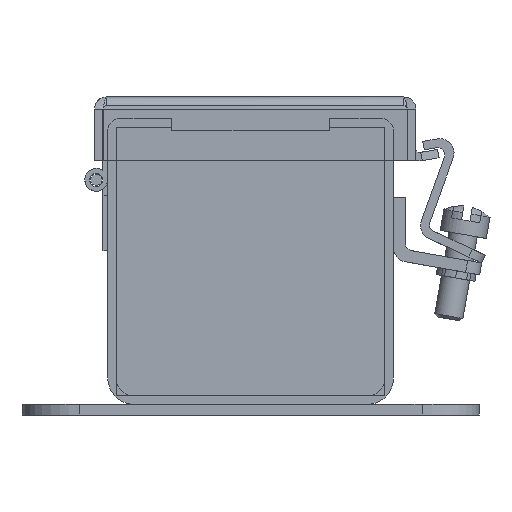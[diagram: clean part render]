
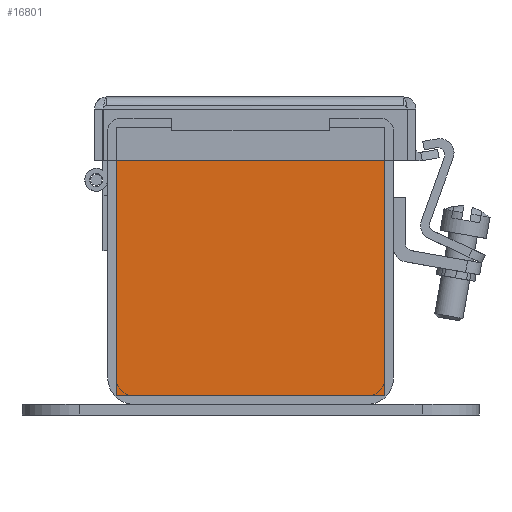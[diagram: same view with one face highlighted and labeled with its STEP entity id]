
A CAD part, left-side view. The second image highlights one B-rep face of the part: STEP entity #16801.
In plain terms, the highlighted planar face has unit normal (-1, 0, 0).
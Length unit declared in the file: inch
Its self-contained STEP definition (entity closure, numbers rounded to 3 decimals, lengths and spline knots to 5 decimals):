
#729 = ORIENTED_EDGE ( 'NONE', *, *, #40173, .T. ) ;
#1278 = VECTOR ( 'NONE', #50477, 39.37008 ) ;
#2979 = LINE ( 'NONE', #42246, #9828 ) ;
#3552 = VECTOR ( 'NONE', #6410, 39.37008 ) ;
#4056 = EDGE_CURVE ( 'NONE', #46913, #42545, #18503, .T. ) ;
#5060 = DIRECTION ( 'NONE',  ( 0., -1., 0. ) ) ;
#5195 = VECTOR ( 'NONE', #56821, 39.37008 ) ;
#5257 = CARTESIAN_POINT ( 'NONE',  ( -1.70918, 0.68895, 0.29059 ) ) ;
#6410 = DIRECTION ( 'NONE',  ( 0., 1., 0. ) ) ;
#7211 = CARTESIAN_POINT ( 'NONE',  ( -1.70918, -0.00125, 0.32204 ) ) ;
#9828 = VECTOR ( 'NONE', #61839, 39.37008 ) ;
#10297 = EDGE_CURVE ( 'NONE', #30796, #46913, #2979, .T. ) ;
#10311 = CARTESIAN_POINT ( 'NONE',  ( -1.70918, -0.69125, 0.29059 ) ) ;
#11746 = LINE ( 'NONE', #30104, #62545 ) ;
#11766 = VECTOR ( 'NONE', #31150, 39.37008 ) ;
#11993 = FACE_OUTER_BOUND ( 'NONE', #28375, .T. ) ;
#12497 = CARTESIAN_POINT ( 'NONE',  ( -1.70918, -0.69145, 0.32204 ) ) ;
#12730 = CARTESIAN_POINT ( 'NONE',  ( -1.70918, -0.00125, 0.29079 ) ) ;
#12769 = CARTESIAN_POINT ( 'NONE',  ( -1.70918, -0.69145, 0.29059 ) ) ;
#12913 = VERTEX_POINT ( 'NONE', #52932 ) ;
#13268 = ORIENTED_EDGE ( 'NONE', *, *, #56476, .T. ) ;
#13811 = EDGE_CURVE ( 'NONE', #50798, #51634, #34300, .T. ) ;
#14431 = VECTOR ( 'NONE', #20425, 39.37008 ) ;
#15228 = ORIENTED_EDGE ( 'NONE', *, *, #4056, .T. ) ;
#15460 = EDGE_CURVE ( 'NONE', #12913, #57801, #60126, .T. ) ;
#16801 = ADVANCED_FACE ( 'NONE', ( #11993 ), #61502, .F. ) ;
#16935 = CARTESIAN_POINT ( 'NONE',  ( -1.70918, 0.68875, 0.29079 ) ) ;
#17090 = CARTESIAN_POINT ( 'NONE',  ( -1.70918, -0.69145, 0.32204 ) ) ;
#18503 = LINE ( 'NONE', #5257, #39327 ) ;
#18512 = CARTESIAN_POINT ( 'NONE',  ( -1.70918, -1.17725, 0.32204 ) ) ;
#20137 = DIRECTION ( 'NONE',  ( 0., 0., -1. ) ) ;
#20425 = DIRECTION ( 'NONE',  ( 0., 0., -1. ) ) ;
#20767 = LINE ( 'NONE', #7211, #22474 ) ;
#20868 = EDGE_CURVE ( 'NONE', #35884, #28046, #37162, .T. ) ;
#21234 = EDGE_CURVE ( 'NONE', #57801, #42545, #20767, .T. ) ;
#22067 = CARTESIAN_POINT ( 'NONE',  ( -1.70918, 1.17475, 0.32204 ) ) ;
#22474 = VECTOR ( 'NONE', #46503, 39.37008 ) ;
#22620 = CARTESIAN_POINT ( 'NONE',  ( -1.70918, 0.68895, 0.32204 ) ) ;
#22834 = EDGE_CURVE ( 'NONE', #61250, #28046, #61654, .T. ) ;
#24616 = CARTESIAN_POINT ( 'NONE',  ( -1.70918, 0.68875, 0.32204 ) ) ;
#25229 = ORIENTED_EDGE ( 'NONE', *, *, #10297, .T. ) ;
#26056 = VECTOR ( 'NONE', #5060, 39.37008 ) ;
#27748 = DIRECTION ( 'NONE',  ( 1., 0., 0. ) ) ;
#28046 = VERTEX_POINT ( 'NONE', #58094 ) ;
#28267 = AXIS2_PLACEMENT_3D ( 'NONE', #63100, #27748, #43222 ) ;
#28375 = EDGE_LOOP ( 'NONE', ( #13268, #56876, #59615, #60404, #25229, #15228, #47869, #28479, #47392, #43269, #61650, #729 ) ) ;
#28479 = ORIENTED_EDGE ( 'NONE', *, *, #15460, .F. ) ;
#29533 = CARTESIAN_POINT ( 'NONE',  ( -1.70918, -0.00125, 0.32204 ) ) ;
#29865 = VERTEX_POINT ( 'NONE', #30227 ) ;
#30104 = CARTESIAN_POINT ( 'NONE',  ( -1.70918, -1.17725, -0.85396 ) ) ;
#30227 = CARTESIAN_POINT ( 'NONE',  ( -1.70918, -1.17725, -2.02996 ) ) ;
#30499 = CARTESIAN_POINT ( 'NONE',  ( -1.70918, -0.69145, 0.29059 ) ) ;
#30796 = VERTEX_POINT ( 'NONE', #46722 ) ;
#31150 = DIRECTION ( 'NONE',  ( 0., 0., -1. ) ) ;
#32301 = EDGE_CURVE ( 'NONE', #51634, #29865, #11746, .T. ) ;
#32324 = DIRECTION ( 'NONE',  ( 0., -1., 0. ) ) ;
#32370 = CARTESIAN_POINT ( 'NONE',  ( -1.70918, -0.69125, 0.29059 ) ) ;
#34300 = LINE ( 'NONE', #29533, #26056 ) ;
#35884 = VERTEX_POINT ( 'NONE', #16935 ) ;
#36782 = VECTOR ( 'NONE', #32324, 39.37008 ) ;
#37162 = LINE ( 'NONE', #12730, #36782 ) ;
#38054 = CARTESIAN_POINT ( 'NONE',  ( -1.70918, 0.68895, 0.29059 ) ) ;
#38110 = DIRECTION ( 'NONE',  ( 0., 0., 1. ) ) ;
#39327 = VECTOR ( 'NONE', #38110, 39.37008 ) ;
#39390 = LINE ( 'NONE', #24616, #14431 ) ;
#39515 = DIRECTION ( 'NONE',  ( 0., 1., 0. ) ) ;
#40173 = EDGE_CURVE ( 'NONE', #50798, #41243, #40825, .T. ) ;
#40483 = LINE ( 'NONE', #30499, #54111 ) ;
#40825 = LINE ( 'NONE', #12497, #11766 ) ;
#41243 = VERTEX_POINT ( 'NONE', #12769 ) ;
#42246 = CARTESIAN_POINT ( 'NONE',  ( -1.70918, 0.68875, 0.29059 ) ) ;
#42545 = VERTEX_POINT ( 'NONE', #22620 ) ;
#43222 = DIRECTION ( 'NONE',  ( 0., 1., 0. ) ) ;
#43269 = ORIENTED_EDGE ( 'NONE', *, *, #32301, .F. ) ;
#46331 = CARTESIAN_POINT ( 'NONE',  ( -1.70918, 1.17475, -0.85396 ) ) ;
#46503 = DIRECTION ( 'NONE',  ( 0., -1., 0. ) ) ;
#46722 = CARTESIAN_POINT ( 'NONE',  ( -1.70918, 0.68875, 0.29059 ) ) ;
#46913 = VERTEX_POINT ( 'NONE', #38054 ) ;
#47392 = ORIENTED_EDGE ( 'NONE', *, *, #62222, .F. ) ;
#47869 = ORIENTED_EDGE ( 'NONE', *, *, #21234, .F. ) ;
#50477 = DIRECTION ( 'NONE',  ( 0., 0., 1. ) ) ;
#50798 = VERTEX_POINT ( 'NONE', #17090 ) ;
#51106 = LINE ( 'NONE', #60431, #3552 ) ;
#51634 = VERTEX_POINT ( 'NONE', #18512 ) ;
#52932 = CARTESIAN_POINT ( 'NONE',  ( -1.70918, 1.17475, -2.02996 ) ) ;
#54111 = VECTOR ( 'NONE', #39515, 39.37008 ) ;
#56476 = EDGE_CURVE ( 'NONE', #41243, #61250, #40483, .T. ) ;
#56821 = DIRECTION ( 'NONE',  ( 0., 0., 1. ) ) ;
#56876 = ORIENTED_EDGE ( 'NONE', *, *, #22834, .T. ) ;
#57801 = VERTEX_POINT ( 'NONE', #22067 ) ;
#58094 = CARTESIAN_POINT ( 'NONE',  ( -1.70918, -0.69125, 0.29079 ) ) ;
#58388 = EDGE_CURVE ( 'NONE', #35884, #30796, #39390, .T. ) ;
#59615 = ORIENTED_EDGE ( 'NONE', *, *, #20868, .F. ) ;
#60126 = LINE ( 'NONE', #46331, #1278 ) ;
#60404 = ORIENTED_EDGE ( 'NONE', *, *, #58388, .T. ) ;
#60431 = CARTESIAN_POINT ( 'NONE',  ( -1.70918, -0.00125, -2.02996 ) ) ;
#61250 = VERTEX_POINT ( 'NONE', #10311 ) ;
#61502 = PLANE ( 'NONE',  #28267 ) ;
#61650 = ORIENTED_EDGE ( 'NONE', *, *, #13811, .F. ) ;
#61654 = LINE ( 'NONE', #32370, #5195 ) ;
#61839 = DIRECTION ( 'NONE',  ( 0., 1., 0. ) ) ;
#62222 = EDGE_CURVE ( 'NONE', #29865, #12913, #51106, .T. ) ;
#62545 = VECTOR ( 'NONE', #20137, 39.37008 ) ;
#63100 = CARTESIAN_POINT ( 'NONE',  ( -1.70918, -0.00125, -0.85396 ) ) ;
